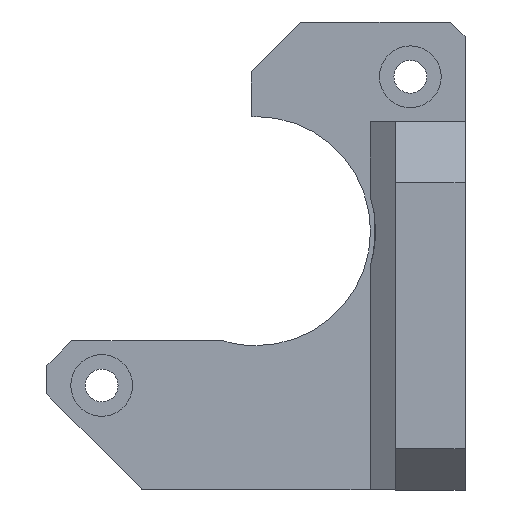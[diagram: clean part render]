
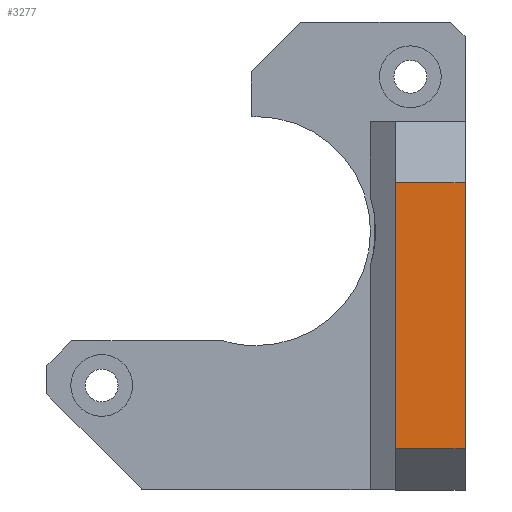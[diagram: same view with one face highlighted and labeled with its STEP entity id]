
A CAD part, left-side view. The second image highlights one B-rep face of the part: STEP entity #3277.
In plain terms, the highlighted planar face has unit normal (-1, 0, 0).
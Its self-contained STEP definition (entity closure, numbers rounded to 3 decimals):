
#82 = CARTESIAN_POINT ( 'NONE',  ( -6., 5.5, -1. ) ) ;
#137 = AXIS2_PLACEMENT_3D ( 'NONE', #1538, #4161, #2841 ) ;
#388 = EDGE_CURVE ( 'NONE', #4188, #472, #2389, .T. ) ;
#444 = VECTOR ( 'NONE', #3963, 1000. ) ;
#472 = VERTEX_POINT ( 'NONE', #1027 ) ;
#502 = EDGE_CURVE ( 'NONE', #472, #4576, #2680, .T. ) ;
#503 = FACE_OUTER_BOUND ( 'NONE', #511, .T. ) ;
#511 = EDGE_LOOP ( 'NONE', ( #3474, #4554, #1879, #878 ) ) ;
#642 = PLANE ( 'NONE',  #137 ) ;
#878 = ORIENTED_EDGE ( 'NONE', *, *, #1763, .T. ) ;
#917 = VECTOR ( 'NONE', #5319, 1000. ) ;
#961 = CARTESIAN_POINT ( 'NONE',  ( -6., 5.5, 30.858 ) ) ;
#1027 = CARTESIAN_POINT ( 'NONE',  ( -6., -1.5, 4.142 ) ) ;
#1303 = DIRECTION ( 'NONE',  ( 0., 1., 0. ) ) ;
#1492 = CARTESIAN_POINT ( 'NONE',  ( -6., 5.5, 4.142 ) ) ;
#1538 = CARTESIAN_POINT ( 'NONE',  ( -6., -1.5, 0. ) ) ;
#1763 = EDGE_CURVE ( 'NONE', #4576, #3909, #3573, .T. ) ;
#1879 = ORIENTED_EDGE ( 'NONE', *, *, #502, .T. ) ;
#2131 = CARTESIAN_POINT ( 'NONE',  ( -6., -10., 30.858 ) ) ;
#2389 = LINE ( 'NONE', #5408, #917 ) ;
#2680 = LINE ( 'NONE', #5359, #4027 ) ;
#2736 = LINE ( 'NONE', #82, #444 ) ;
#2841 = DIRECTION ( 'NONE',  ( 0., 0., -1. ) ) ;
#2951 = VECTOR ( 'NONE', #1303, 1000. ) ;
#3043 = CARTESIAN_POINT ( 'NONE',  ( -6., -1.5, 30.858 ) ) ;
#3277 = ADVANCED_FACE ( 'NONE', ( #503 ), #642, .F. ) ;
#3474 = ORIENTED_EDGE ( 'NONE', *, *, #4735, .F. ) ;
#3573 = LINE ( 'NONE', #2131, #2951 ) ;
#3909 = VERTEX_POINT ( 'NONE', #961 ) ;
#3963 = DIRECTION ( 'NONE',  ( 0., 0., 1. ) ) ;
#4027 = VECTOR ( 'NONE', #4923, 1000. ) ;
#4161 = DIRECTION ( 'NONE',  ( 1., 0., 0. ) ) ;
#4188 = VERTEX_POINT ( 'NONE', #1492 ) ;
#4554 = ORIENTED_EDGE ( 'NONE', *, *, #388, .T. ) ;
#4576 = VERTEX_POINT ( 'NONE', #3043 ) ;
#4735 = EDGE_CURVE ( 'NONE', #4188, #3909, #2736, .T. ) ;
#4923 = DIRECTION ( 'NONE',  ( 0., 0., 1. ) ) ;
#5319 = DIRECTION ( 'NONE',  ( 0., -1., 0. ) ) ;
#5359 = CARTESIAN_POINT ( 'NONE',  ( -6., -1.5, 0. ) ) ;
#5408 = CARTESIAN_POINT ( 'NONE',  ( -6., -10., 4.142 ) ) ;
